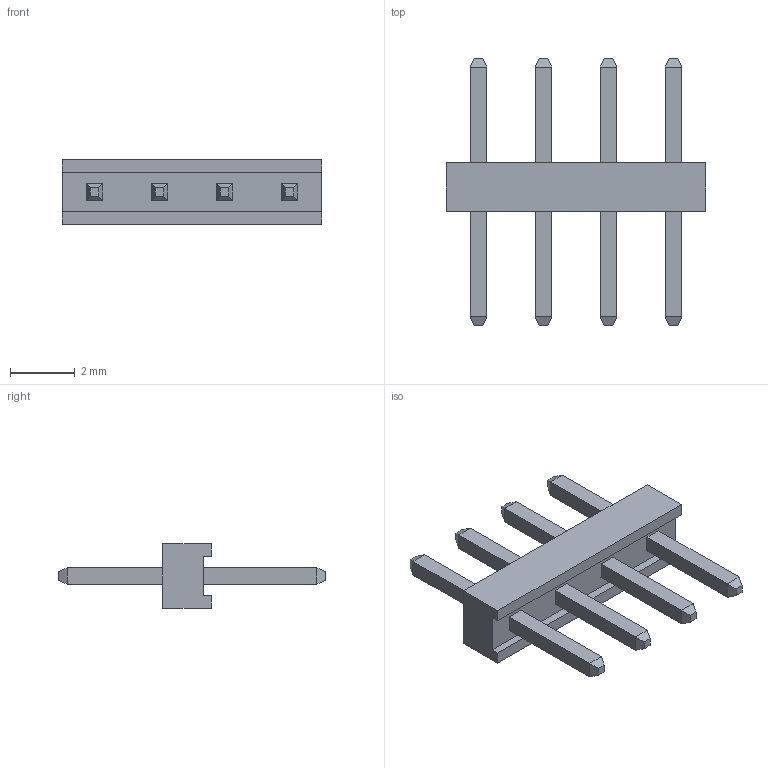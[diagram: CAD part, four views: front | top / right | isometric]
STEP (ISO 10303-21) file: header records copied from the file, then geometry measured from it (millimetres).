
FILE_DESCRIPTION( ( 'STEP AP214' ), '1' );
FILE_NAME( 'TMM-104-01-L-S.stp', '2019-03-27T08:54:19', ( '' ), ( '' ), ' ', 'PARTsolutions', ' ' );
FILE_SCHEMA( ( 'AUTOMOTIVE_DESIGN { 1 0 10303 214 1 1 1 1 }' ) );
Length unit declared in the file: inch
Products named in the file (4): TMM-104-01-L-S; _TMM-104-01-L-S_body; _TMM-104-01-L-S_pins1; _TMM-104-01-L-S_pins2
Assembly tree (3 placements, depth 2):
  TMM-104-01-L-S
    _TMM-104-01-L-S_body
    _TMM-104-01-L-S_pins1
    _TMM-104-01-L-S_pins2
Bounding box: 8 x 8.2 x 1.98 mm (x, y, z)
Volume: 30.8 mm3; surface area: 167.1 mm2
Topology: 3 solids, 3 shells, 108 faces, 256 edges, 160 vertices
Faces by surface type: plane 108
Entity records: 3954 total; most frequent: CARTESIAN_POINT 528, ORIENTED_EDGE 512, DIRECTION 480, EDGE_CURVE 256, LINE 256, VECTOR 256, VERTEX_POINT 160, EDGE_LOOP 122
